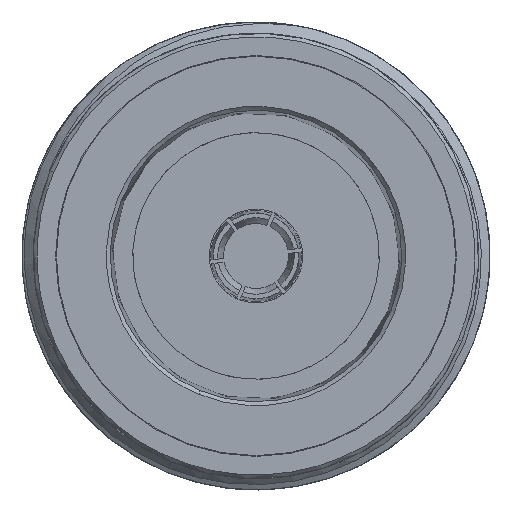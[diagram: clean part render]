
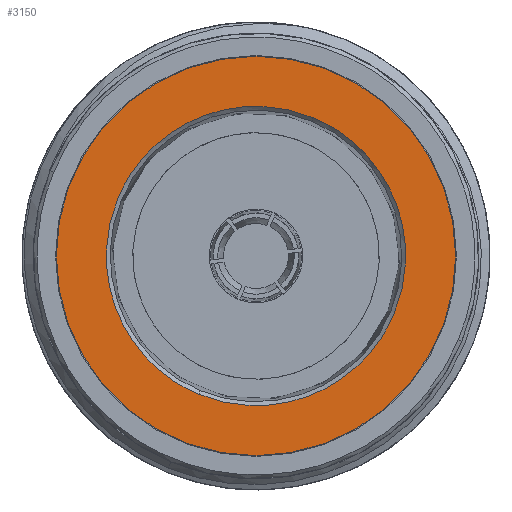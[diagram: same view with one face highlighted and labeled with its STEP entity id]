
A CAD part, left-side view. The second image highlights one B-rep face of the part: STEP entity #3150.
In plain terms, the highlighted planar face has unit normal (-1, 0, 0).
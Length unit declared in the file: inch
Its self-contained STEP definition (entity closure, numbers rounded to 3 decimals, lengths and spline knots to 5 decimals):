
#43 = EDGE_CURVE ( 'NONE', #6275, #11704, #1807, .T. ) ;
#66 = DIRECTION ( 'NONE',  ( 0., 0., 1. ) ) ;
#104 = CARTESIAN_POINT ( 'NONE',  ( 0., 0.3194, -0.24592 ) ) ;
#164 = CARTESIAN_POINT ( 'NONE',  ( 0., 0., -0.53329 ) ) ;
#305 = DIRECTION ( 'NONE',  ( -1., 0., 0. ) ) ;
#577 = CARTESIAN_POINT ( 'NONE',  ( 0., 0.34943, 0.20098 ) ) ;
#731 = CARTESIAN_POINT ( 'NONE',  ( 0., -0.3194, 0.24592 ) ) ;
#744 = CARTESIAN_POINT ( 'NONE',  ( 0., -0.05268, -0.39965 ) ) ;
#788 = CARTESIAN_POINT ( 'NONE',  ( 0., -0.20098, 0.34943 ) ) ;
#1012 = CARTESIAN_POINT ( 'NONE',  ( 0., 0.39974, 0.05196 ) ) ;
#1026 = CARTESIAN_POINT ( 'NONE',  ( 0., 0.15262, -0.36941 ) ) ;
#1078 = AXIS2_PLACEMENT_3D ( 'NONE', #10049, #7230, #3385 ) ;
#1080 = DIRECTION ( 'NONE',  ( -1., 0., 0. ) ) ;
#1248 = CIRCLE ( 'NONE', #5725, 0.53329 ) ;
#1452 = CARTESIAN_POINT ( 'NONE',  ( 0., -0.39965, 0.05268 ) ) ;
#1487 = CARTESIAN_POINT ( 'NONE',  ( 0., -0.15262, 0.36941 ) ) ;
#1715 = CARTESIAN_POINT ( 'NONE',  ( 0., -0.31985, -0.24534 ) ) ;
#1807 = CIRCLE ( 'NONE', #5122, 0.53329 ) ;
#1814 = CARTESIAN_POINT ( 'NONE',  ( 0., 0.34907, -0.20161 ) ) ;
#2264 = EDGE_CURVE ( 'NONE', #11704, #6275, #1248, .T. ) ;
#2313 = ORIENTED_EDGE ( 'NONE', *, *, #6438, .F. ) ;
#2459 = CARTESIAN_POINT ( 'NONE',  ( 0., 0.05268, 0.39965 ) ) ;
#2476 = PLANE ( 'NONE',  #1078 ) ;
#2523 = CARTESIAN_POINT ( 'NONE',  ( 0., -0.10427, 0.38939 ) ) ;
#2583 = CARTESIAN_POINT ( 'NONE',  ( 0., 0.36941, 0.15262 ) ) ;
#2681 = CARTESIAN_POINT ( 'NONE',  ( 0., -0.20161, -0.34907 ) ) ;
#3150 = ADVANCED_FACE ( 'NONE', ( #7108, #11886 ), #2476, .F. ) ;
#3361 = B_SPLINE_CURVE_WITH_KNOTS ( 'NONE', 3,
 ( #4998, #8732, #7815, #744, #7372, #2681, #4563, #1715, #3590, #10017 ),
 .UNSPECIFIED., .F., .F.,
 ( 4, 2, 2, 2, 4 ),
 ( 0.5, 0.625, 0.75, 0.875, 1. ),
 .UNSPECIFIED. ) ;
#3385 = DIRECTION ( 'NONE',  ( 0., 1., 0. ) ) ;
#3430 = CARTESIAN_POINT ( 'NONE',  ( 0., -0.05196, 0.39974 ) ) ;
#3590 = CARTESIAN_POINT ( 'NONE',  ( 0., -0.34943, -0.20098 ) ) ;
#3610 = CARTESIAN_POINT ( 'NONE',  ( 0., 0.24592, 0.3194 ) ) ;
#3693 = CARTESIAN_POINT ( 'NONE',  ( 0., 0.24534, -0.31985 ) ) ;
#3884 = ORIENTED_EDGE ( 'NONE', *, *, #8781, .F. ) ;
#3937 = DIRECTION ( 'NONE',  ( 0., 0., 1. ) ) ;
#4560 = VERTEX_POINT ( 'NONE', #6965 ) ;
#4563 = CARTESIAN_POINT ( 'NONE',  ( 0., -0.24592, -0.3194 ) ) ;
#4731 = CARTESIAN_POINT ( 'NONE',  ( 0., 0.39965, -0.05268 ) ) ;
#4813 = CARTESIAN_POINT ( 'NONE',  ( 0., 0., 0. ) ) ;
#4998 = CARTESIAN_POINT ( 'NONE',  ( 0., 0.15262, -0.36941 ) ) ;
#5122 = AXIS2_PLACEMENT_3D ( 'NONE', #8528, #1080, #3937 ) ;
#5354 = CARTESIAN_POINT ( 'NONE',  ( 0., -0.34907, 0.20161 ) ) ;
#5725 = AXIS2_PLACEMENT_3D ( 'NONE', #4813, #305, #66 ) ;
#6275 = VERTEX_POINT ( 'NONE', #9589 ) ;
#6438 = EDGE_CURVE ( 'NONE', #7958, #8001, #3361, .T. ) ;
#6499 = CARTESIAN_POINT ( 'NONE',  ( 0., 0.15262, -0.36941 ) ) ;
#6965 = CARTESIAN_POINT ( 'NONE',  ( 0., -0.15262, 0.36941 ) ) ;
#7052 = VERTEX_POINT ( 'NONE', #11808 ) ;
#7108 = FACE_BOUND ( 'NONE', #8935, .T. ) ;
#7221 = CARTESIAN_POINT ( 'NONE',  ( 0., 0.10497, 0.3892 ) ) ;
#7230 = DIRECTION ( 'NONE',  ( 1., 0., 0. ) ) ;
#7274 = CARTESIAN_POINT ( 'NONE',  ( 0., 0.20161, 0.34907 ) ) ;
#7352 = ORIENTED_EDGE ( 'NONE', *, *, #2264, .T. ) ;
#7372 = CARTESIAN_POINT ( 'NONE',  ( 0., -0.10497, -0.3892 ) ) ;
#7431 = B_SPLINE_CURVE_WITH_KNOTS ( 'NONE', 3,
 ( #9322, #11092, #1012, #4731, #12073, #1814, #104, #3693, #11148, #6499 ),
 .UNSPECIFIED., .F., .F.,
 ( 4, 2, 2, 2, 4 ),
 ( 0., 0.125, 0.25, 0.375, 0.5 ),
 .UNSPECIFIED. ) ;
#7740 = B_SPLINE_CURVE_WITH_KNOTS ( 'NONE', 3,
 ( #11840, #7982, #10001, #1452, #9880, #5354, #731, #8169, #788, #11900 ),
 .UNSPECIFIED., .F., .F.,
 ( 4, 2, 2, 2, 4 ),
 ( 0., 0.125, 0.25, 0.375, 0.5 ),
 .UNSPECIFIED. ) ;
#7815 = CARTESIAN_POINT ( 'NONE',  ( 0., 0.05196, -0.39974 ) ) ;
#7958 = VERTEX_POINT ( 'NONE', #1026 ) ;
#7982 = CARTESIAN_POINT ( 'NONE',  ( 0., -0.38939, -0.10427 ) ) ;
#8001 = VERTEX_POINT ( 'NONE', #11049 ) ;
#8169 = CARTESIAN_POINT ( 'NONE',  ( 0., -0.24534, 0.31985 ) ) ;
#8528 = CARTESIAN_POINT ( 'NONE',  ( 0., 0., 0. ) ) ;
#8732 = CARTESIAN_POINT ( 'NONE',  ( 0., 0.10427, -0.38939 ) ) ;
#8781 = EDGE_CURVE ( 'NONE', #4560, #7052, #8867, .T. ) ;
#8867 = B_SPLINE_CURVE_WITH_KNOTS ( 'NONE', 3,
 ( #1487, #2523, #3430, #2459, #7221, #7274, #3610, #11742, #577, #2583 ),
 .UNSPECIFIED., .F., .F.,
 ( 4, 2, 2, 2, 4 ),
 ( 0.5, 0.625, 0.75, 0.875, 1. ),
 .UNSPECIFIED. ) ;
#8935 = EDGE_LOOP ( 'NONE', ( #9293, #2313, #10037, #3884 ) ) ;
#9293 = ORIENTED_EDGE ( 'NONE', *, *, #11535, .F. ) ;
#9322 = CARTESIAN_POINT ( 'NONE',  ( 0., 0.36941, 0.15262 ) ) ;
#9589 = CARTESIAN_POINT ( 'NONE',  ( 0., 0., 0.53329 ) ) ;
#9838 = ORIENTED_EDGE ( 'NONE', *, *, #43, .T. ) ;
#9880 = CARTESIAN_POINT ( 'NONE',  ( 0., -0.3892, 0.10497 ) ) ;
#10001 = CARTESIAN_POINT ( 'NONE',  ( 0., -0.39974, -0.05196 ) ) ;
#10017 = CARTESIAN_POINT ( 'NONE',  ( 0., -0.36941, -0.15262 ) ) ;
#10037 = ORIENTED_EDGE ( 'NONE', *, *, #11687, .F. ) ;
#10049 = CARTESIAN_POINT ( 'NONE',  ( 0., -0.22712, 0.54971 ) ) ;
#11049 = CARTESIAN_POINT ( 'NONE',  ( 0., -0.36941, -0.15262 ) ) ;
#11092 = CARTESIAN_POINT ( 'NONE',  ( 0., 0.38939, 0.10427 ) ) ;
#11148 = CARTESIAN_POINT ( 'NONE',  ( 0., 0.20098, -0.34943 ) ) ;
#11535 = EDGE_CURVE ( 'NONE', #8001, #4560, #7740, .T. ) ;
#11687 = EDGE_CURVE ( 'NONE', #7052, #7958, #7431, .T. ) ;
#11704 = VERTEX_POINT ( 'NONE', #164 ) ;
#11742 = CARTESIAN_POINT ( 'NONE',  ( 0., 0.31985, 0.24534 ) ) ;
#11808 = CARTESIAN_POINT ( 'NONE',  ( 0., 0.36941, 0.15262 ) ) ;
#11829 = EDGE_LOOP ( 'NONE', ( #9838, #7352 ) ) ;
#11840 = CARTESIAN_POINT ( 'NONE',  ( 0., -0.36941, -0.15262 ) ) ;
#11886 = FACE_OUTER_BOUND ( 'NONE', #11829, .T. ) ;
#11900 = CARTESIAN_POINT ( 'NONE',  ( 0., -0.15262, 0.36941 ) ) ;
#12073 = CARTESIAN_POINT ( 'NONE',  ( 0., 0.3892, -0.10497 ) ) ;
